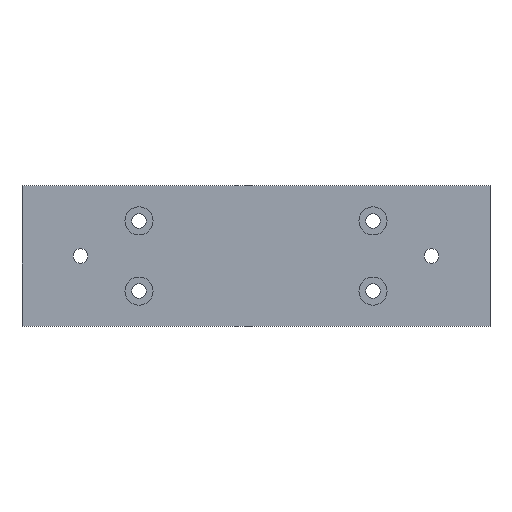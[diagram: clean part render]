
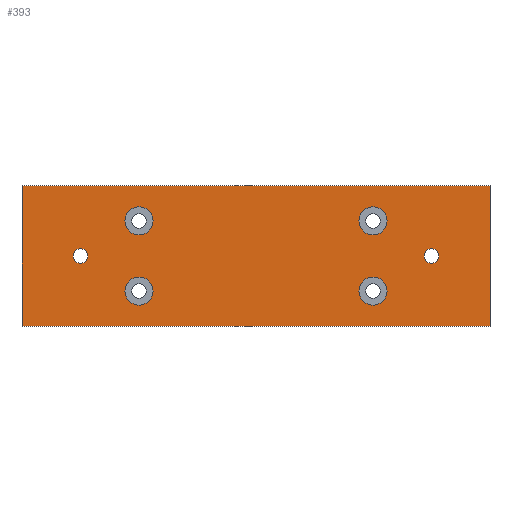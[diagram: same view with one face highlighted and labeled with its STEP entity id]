
A CAD part, top view. The second image highlights one B-rep face of the part: STEP entity #393.
In plain terms, the highlighted planar face has unit normal (0, 0, 1).
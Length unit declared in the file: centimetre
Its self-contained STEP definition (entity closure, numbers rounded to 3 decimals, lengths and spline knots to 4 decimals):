
#21=FACE_BOUND('',#98,.T.);
#22=FACE_BOUND('',#99,.T.);
#23=FACE_BOUND('',#100,.T.);
#24=FACE_BOUND('',#101,.T.);
#25=FACE_BOUND('',#102,.T.);
#26=FACE_BOUND('',#103,.T.);
#43=PLANE('',#455);
#67=FACE_OUTER_BOUND('',#97,.T.);
#97=EDGE_LOOP('',(#339,#340,#341,#342));
#98=EDGE_LOOP('',(#343));
#99=EDGE_LOOP('',(#344));
#100=EDGE_LOOP('',(#345));
#101=EDGE_LOOP('',(#346));
#102=EDGE_LOOP('',(#347));
#103=EDGE_LOOP('',(#348));
#125=LINE('',#665,#149);
#128=LINE('',#671,#152);
#131=LINE('',#677,#155);
#134=LINE('',#681,#158);
#149=VECTOR('',#559,1.);
#152=VECTOR('',#564,1.);
#155=VECTOR('',#569,1.);
#158=VECTOR('',#574,1.);
#165=CIRCLE('',#420,0.6);
#168=CIRCLE('',#425,0.6);
#171=CIRCLE('',#430,0.6);
#174=CIRCLE('',#435,0.6);
#178=CIRCLE('',#442,0.31);
#179=CIRCLE('',#444,0.31);
#189=VERTEX_POINT('',#599);
#192=VERTEX_POINT('',#608);
#195=VERTEX_POINT('',#617);
#198=VERTEX_POINT('',#626);
#202=VERTEX_POINT('',#639);
#203=VERTEX_POINT('',#643);
#209=VERTEX_POINT('',#662);
#210=VERTEX_POINT('',#664);
#212=VERTEX_POINT('',#670);
#214=VERTEX_POINT('',#676);
#223=EDGE_CURVE('',#189,#189,#165,.T.);
#227=EDGE_CURVE('',#192,#192,#168,.T.);
#231=EDGE_CURVE('',#195,#195,#171,.T.);
#235=EDGE_CURVE('',#198,#198,#174,.T.);
#241=EDGE_CURVE('',#202,#202,#178,.T.);
#243=EDGE_CURVE('',#203,#203,#179,.T.);
#253=EDGE_CURVE('',#210,#209,#125,.T.);
#256=EDGE_CURVE('',#212,#210,#128,.T.);
#259=EDGE_CURVE('',#214,#212,#131,.T.);
#262=EDGE_CURVE('',#209,#214,#134,.T.);
#339=ORIENTED_EDGE('',*,*,#262,.T.);
#340=ORIENTED_EDGE('',*,*,#259,.T.);
#341=ORIENTED_EDGE('',*,*,#256,.T.);
#342=ORIENTED_EDGE('',*,*,#253,.T.);
#343=ORIENTED_EDGE('',*,*,#223,.T.);
#344=ORIENTED_EDGE('',*,*,#227,.T.);
#345=ORIENTED_EDGE('',*,*,#231,.T.);
#346=ORIENTED_EDGE('',*,*,#235,.T.);
#347=ORIENTED_EDGE('',*,*,#241,.T.);
#348=ORIENTED_EDGE('',*,*,#243,.T.);
#393=ADVANCED_FACE('',(#67,#21,#22,#23,#24,#25,#26),#43,.T.);
#420=AXIS2_PLACEMENT_3D('',#600,#483,#484);
#425=AXIS2_PLACEMENT_3D('',#609,#494,#495);
#430=AXIS2_PLACEMENT_3D('',#618,#505,#506);
#435=AXIS2_PLACEMENT_3D('',#627,#516,#517);
#442=AXIS2_PLACEMENT_3D('',#640,#532,#533);
#444=AXIS2_PLACEMENT_3D('',#644,#537,#538);
#455=AXIS2_PLACEMENT_3D('',#682,#575,#576);
#483=DIRECTION('center_axis',(0.,0.,-1.));
#484=DIRECTION('ref_axis',(1.,0.,0.));
#494=DIRECTION('center_axis',(0.,0.,-1.));
#495=DIRECTION('ref_axis',(1.,0.,0.));
#505=DIRECTION('center_axis',(0.,0.,-1.));
#506=DIRECTION('ref_axis',(1.,0.,0.));
#516=DIRECTION('center_axis',(0.,0.,-1.));
#517=DIRECTION('ref_axis',(1.,0.,0.));
#532=DIRECTION('center_axis',(0.,0.,-1.));
#533=DIRECTION('ref_axis',(1.,0.,0.));
#537=DIRECTION('center_axis',(0.,0.,-1.));
#538=DIRECTION('ref_axis',(1.,0.,0.));
#559=DIRECTION('',(0.,-1.,0.));
#564=DIRECTION('',(-1.,0.,0.));
#569=DIRECTION('',(0.,1.,0.));
#574=DIRECTION('',(1.,0.,0.));
#575=DIRECTION('center_axis',(0.,0.,1.));
#576=DIRECTION('ref_axis',(1.,0.,0.));
#599=CARTESIAN_POINT('',(-5.6,4.5,1.));
#600=CARTESIAN_POINT('Origin',(-5.,4.5,1.));
#608=CARTESIAN_POINT('',(-15.6,1.5,1.));
#609=CARTESIAN_POINT('Origin',(-15.,1.5,1.));
#617=CARTESIAN_POINT('',(-5.6,1.5,1.));
#618=CARTESIAN_POINT('Origin',(-5.,1.5,1.));
#626=CARTESIAN_POINT('',(-15.6,4.5,1.));
#627=CARTESIAN_POINT('Origin',(-15.,4.5,1.));
#639=CARTESIAN_POINT('',(-17.81,3.,1.));
#640=CARTESIAN_POINT('Origin',(-17.5,3.,1.));
#643=CARTESIAN_POINT('',(-2.81,3.,1.));
#644=CARTESIAN_POINT('Origin',(-2.5,3.,1.));
#662=CARTESIAN_POINT('',(-20.,0.,1.));
#664=CARTESIAN_POINT('',(-20.,6.,1.));
#665=CARTESIAN_POINT('',(-20.,6.,1.));
#670=CARTESIAN_POINT('',(0.,6.,1.));
#671=CARTESIAN_POINT('',(0.,6.,1.));
#676=CARTESIAN_POINT('',(0.,0.,1.));
#677=CARTESIAN_POINT('',(0.,0.,1.));
#681=CARTESIAN_POINT('',(-20.,0.,1.));
#682=CARTESIAN_POINT('Origin',(-10.,3.,1.));
